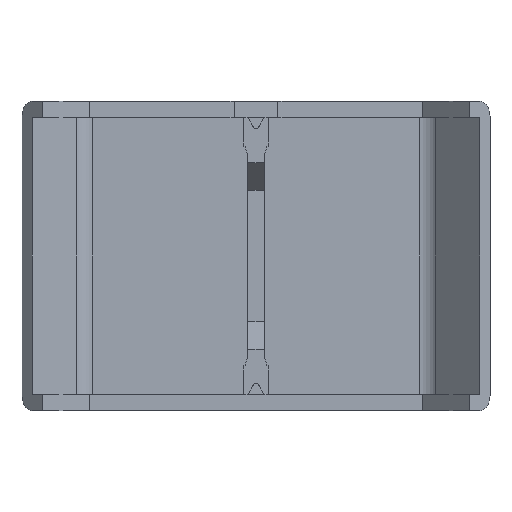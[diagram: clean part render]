
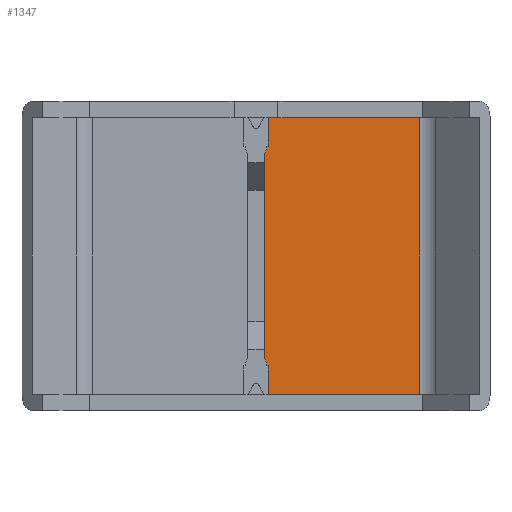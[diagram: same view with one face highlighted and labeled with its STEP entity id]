
A CAD part, front view. The second image highlights one B-rep face of the part: STEP entity #1347.
In plain terms, the highlighted planar face has unit normal (0, -1, 0).
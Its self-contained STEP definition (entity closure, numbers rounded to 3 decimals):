
#61=FACE_OUTER_BOUND('',#133,.T.);
#133=EDGE_LOOP('',(#991,#992,#993,#994,#995,#996,#997,#998,#999,#1000));
#206=CIRCLE('',#1458,1.5);
#207=CIRCLE('',#1459,1.5);
#254=LINE('',#2132,#416);
#297=LINE('',#2233,#459);
#304=LINE('',#2252,#466);
#305=LINE('',#2254,#467);
#306=LINE('',#2259,#468);
#307=LINE('',#2260,#469);
#308=LINE('',#2262,#470);
#309=LINE('',#2263,#471);
#416=VECTOR('',#1589,1000.);
#459=VECTOR('',#1660,1000.);
#466=VECTOR('',#1675,1000.);
#467=VECTOR('',#1676,1000.);
#468=VECTOR('',#1681,1000.);
#469=VECTOR('',#1682,1000.);
#470=VECTOR('',#1683,1000.);
#471=VECTOR('',#1684,1000.);
#585=VERTEX_POINT('',#2129);
#586=VERTEX_POINT('',#2131);
#627=VERTEX_POINT('',#2224);
#630=VERTEX_POINT('',#2231);
#637=VERTEX_POINT('',#2250);
#638=VERTEX_POINT('',#2251);
#639=VERTEX_POINT('',#2253);
#640=VERTEX_POINT('',#2256);
#641=VERTEX_POINT('',#2258);
#642=VERTEX_POINT('',#2261);
#720=EDGE_CURVE('',#586,#585,#254,.T.);
#771=EDGE_CURVE('',#630,#627,#297,.T.);
#779=EDGE_CURVE('',#637,#638,#304,.T.);
#780=EDGE_CURVE('',#638,#639,#305,.T.);
#781=EDGE_CURVE('',#639,#586,#206,.T.);
#782=EDGE_CURVE('',#585,#640,#207,.T.);
#783=EDGE_CURVE('',#640,#641,#306,.T.);
#784=EDGE_CURVE('',#641,#627,#307,.T.);
#785=EDGE_CURVE('',#642,#630,#308,.T.);
#786=EDGE_CURVE('',#642,#637,#309,.T.);
#991=ORIENTED_EDGE('',*,*,#779,.T.);
#992=ORIENTED_EDGE('',*,*,#780,.T.);
#993=ORIENTED_EDGE('',*,*,#781,.T.);
#994=ORIENTED_EDGE('',*,*,#720,.T.);
#995=ORIENTED_EDGE('',*,*,#782,.T.);
#996=ORIENTED_EDGE('',*,*,#783,.T.);
#997=ORIENTED_EDGE('',*,*,#784,.T.);
#998=ORIENTED_EDGE('',*,*,#771,.F.);
#999=ORIENTED_EDGE('',*,*,#785,.F.);
#1000=ORIENTED_EDGE('',*,*,#786,.T.);
#1294=PLANE('',#1457);
#1347=ADVANCED_FACE('',(#61),#1294,.T.);
#1457=AXIS2_PLACEMENT_3D('',#2249,#1673,#1674);
#1458=AXIS2_PLACEMENT_3D('',#2255,#1677,#1678);
#1459=AXIS2_PLACEMENT_3D('',#2257,#1679,#1680);
#1589=DIRECTION('',(0.,0.,-1.));
#1660=DIRECTION('',(-1.,0.,0.));
#1673=DIRECTION('center_axis',(0.,-1.,0.));
#1674=DIRECTION('ref_axis',(0.,0.,-1.));
#1675=DIRECTION('',(0.,0.,-1.));
#1676=DIRECTION('',(-1.,0.,0.));
#1677=DIRECTION('center_axis',(0.,1.,0.));
#1678=DIRECTION('ref_axis',(1.,0.,0.));
#1679=DIRECTION('center_axis',(0.,1.,0.));
#1680=DIRECTION('ref_axis',(1.,0.,0.));
#1681=DIRECTION('',(1.,0.,0.));
#1682=DIRECTION('',(0.,0.,-1.));
#1683=DIRECTION('',(0.,0.,-1.));
#1684=DIRECTION('',(-1.,0.,0.));
#2129=CARTESIAN_POINT('',(1.1,8.364,-13.98));
#2131=CARTESIAN_POINT('',(1.1,8.364,13.98));
#2132=CARTESIAN_POINT('',(1.1,8.364,13.98));
#2224=CARTESIAN_POINT('',(1.69,8.364,-18.9));
#2231=CARTESIAN_POINT('',(22.326,8.364,-18.9));
#2233=CARTESIAN_POINT('',(22.326,8.364,-18.9));
#2249=CARTESIAN_POINT('Origin',(22.326,8.364,18.9));
#2250=CARTESIAN_POINT('',(1.69,8.364,18.9));
#2251=CARTESIAN_POINT('',(1.69,8.364,15.));
#2252=CARTESIAN_POINT('',(1.69,8.364,18.9));
#2253=CARTESIAN_POINT('',(1.5,8.364,15.));
#2254=CARTESIAN_POINT('',(1.69,8.364,15.));
#2255=CARTESIAN_POINT('Origin',(0.,8.364,15.));
#2256=CARTESIAN_POINT('',(1.5,8.364,-15.));
#2257=CARTESIAN_POINT('Origin',(0.,8.364,-15.));
#2258=CARTESIAN_POINT('',(1.69,8.364,-15.));
#2259=CARTESIAN_POINT('',(1.5,8.364,-15.));
#2260=CARTESIAN_POINT('',(1.69,8.364,-15.));
#2261=CARTESIAN_POINT('',(22.326,8.364,18.9));
#2262=CARTESIAN_POINT('',(22.326,8.364,18.9));
#2263=CARTESIAN_POINT('',(22.326,8.364,18.9));
